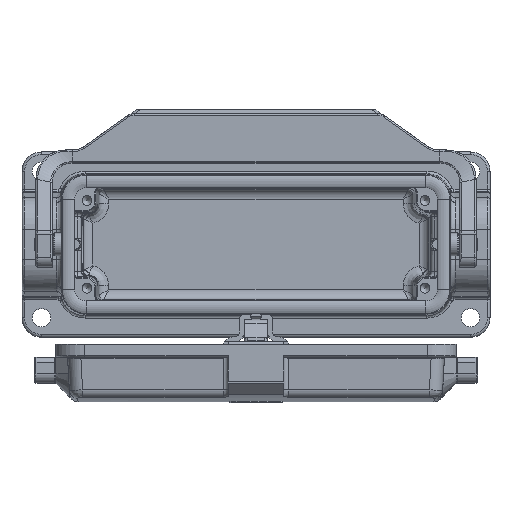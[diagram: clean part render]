
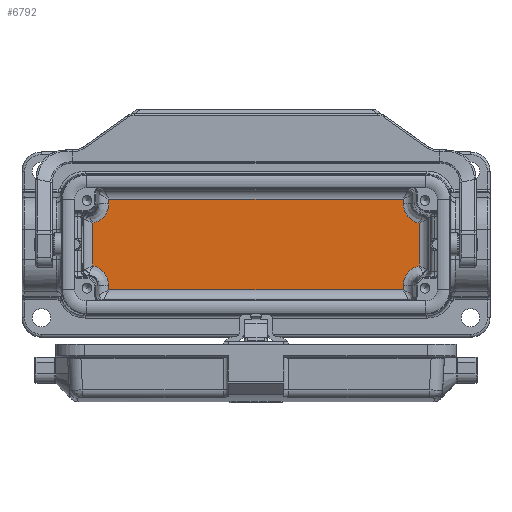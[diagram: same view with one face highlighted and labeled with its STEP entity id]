
A CAD part, top view. The second image highlights one B-rep face of the part: STEP entity #6792.
In plain terms, the highlighted planar face has unit normal (0, 0, 1).
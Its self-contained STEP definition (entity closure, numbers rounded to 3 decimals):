
#5211=FACE_OUTER_BOUND('',#8395,.T.);
#6792=ADVANCED_FACE('',(#5211),#7810,.F.);
#7810=PLANE('',#25773);
#8395=EDGE_LOOP('',(#9993,#9994,#9995,#9996,#9997,#9998,#9999,#10000,#10001,
#10002,#10003,#10004));
#9500=ELLIPSE('',#25769,6.003,6.);
#9501=ELLIPSE('',#25770,6.003,6.);
#9502=ELLIPSE('',#25771,6.003,6.);
#9503=ELLIPSE('',#25772,6.003,6.);
#9993=ORIENTED_EDGE('',*,*,#16711,.T.);
#9994=ORIENTED_EDGE('',*,*,#16712,.T.);
#9995=ORIENTED_EDGE('',*,*,#16713,.T.);
#9996=ORIENTED_EDGE('',*,*,#16714,.T.);
#9997=ORIENTED_EDGE('',*,*,#16715,.T.);
#9998=ORIENTED_EDGE('',*,*,#16716,.T.);
#9999=ORIENTED_EDGE('',*,*,#16717,.T.);
#10000=ORIENTED_EDGE('',*,*,#16718,.T.);
#10001=ORIENTED_EDGE('',*,*,#16719,.T.);
#10002=ORIENTED_EDGE('',*,*,#16720,.T.);
#10003=ORIENTED_EDGE('',*,*,#16721,.T.);
#10004=ORIENTED_EDGE('',*,*,#16722,.T.);
#15057=VERTEX_POINT('',#34390);
#15058=VERTEX_POINT('',#34391);
#15059=VERTEX_POINT('',#34393);
#15060=VERTEX_POINT('',#34395);
#15061=VERTEX_POINT('',#34397);
#15062=VERTEX_POINT('',#34399);
#15063=VERTEX_POINT('',#34401);
#15064=VERTEX_POINT('',#34403);
#15065=VERTEX_POINT('',#34405);
#15066=VERTEX_POINT('',#34407);
#15067=VERTEX_POINT('',#34409);
#15068=VERTEX_POINT('',#34411);
#16711=EDGE_CURVE('',#15057,#15058,#21456,.T.);
#16712=EDGE_CURVE('',#15058,#15059,#21457,.T.);
#16713=EDGE_CURVE('',#15059,#15060,#21458,.T.);
#16714=EDGE_CURVE('',#15060,#15061,#9500,.T.);
#16715=EDGE_CURVE('',#15061,#15062,#21459,.T.);
#16716=EDGE_CURVE('',#15062,#15063,#9501,.T.);
#16717=EDGE_CURVE('',#15063,#15064,#21460,.T.);
#16718=EDGE_CURVE('',#15064,#15065,#21461,.T.);
#16719=EDGE_CURVE('',#15065,#15066,#21462,.T.);
#16720=EDGE_CURVE('',#15066,#15067,#9502,.T.);
#16721=EDGE_CURVE('',#15067,#15068,#21463,.T.);
#16722=EDGE_CURVE('',#15068,#15057,#9503,.T.);
#21456=LINE('',#34389,#22786);
#21457=LINE('',#34392,#22787);
#21458=LINE('',#34394,#22788);
#21459=LINE('',#34398,#22789);
#21460=LINE('',#34402,#22790);
#21461=LINE('',#34404,#22791);
#21462=LINE('',#34406,#22792);
#21463=LINE('',#34410,#22793);
#22786=VECTOR('',#27855,1.);
#22787=VECTOR('',#27856,1.);
#22788=VECTOR('',#27857,1.);
#22789=VECTOR('',#27860,1.);
#22790=VECTOR('',#27863,1.);
#22791=VECTOR('',#27864,1.);
#22792=VECTOR('',#27865,1.);
#22793=VECTOR('',#27868,1.);
#25769=AXIS2_PLACEMENT_3D('',#34396,#27858,#27859);
#25770=AXIS2_PLACEMENT_3D('',#34400,#27861,#27862);
#25771=AXIS2_PLACEMENT_3D('',#34408,#27866,#27867);
#25772=AXIS2_PLACEMENT_3D('',#34412,#27869,#27870);
#25773=AXIS2_PLACEMENT_3D('',#34413,#27871,#27872);
#27855=DIRECTION('',(0.,-1.,0.));
#27856=DIRECTION('',(1.,0.,0.));
#27857=DIRECTION('',(0.,1.,0.));
#27858=DIRECTION('',(0.,0.,-1.));
#27859=DIRECTION('',(-0.832,0.555,0.));
#27860=DIRECTION('',(0.,1.,0.));
#27861=DIRECTION('',(0.,0.,-1.));
#27862=DIRECTION('',(0.832,0.555,0.));
#27863=DIRECTION('',(0.,1.,0.));
#27864=DIRECTION('',(-1.,0.,0.));
#27865=DIRECTION('',(0.,-1.,0.));
#27866=DIRECTION('',(0.,0.,-1.));
#27867=DIRECTION('',(0.832,-0.555,0.));
#27868=DIRECTION('',(0.,-1.,0.));
#27869=DIRECTION('',(0.,0.,-1.));
#27870=DIRECTION('',(-0.832,-0.555,0.));
#27871=DIRECTION('',(0.,0.,-1.));
#27872=DIRECTION('',(-1.,0.,0.));
#34389=CARTESIAN_POINT('',(-45.323,17.75,-40.25));
#34390=CARTESIAN_POINT('',(-45.323,-12.498,-40.25));
#34391=CARTESIAN_POINT('',(-45.323,-13.966,-40.25));
#34392=CARTESIAN_POINT('',(46.746,-13.966,-40.25));
#34393=CARTESIAN_POINT('',(45.323,-13.966,-40.25));
#34394=CARTESIAN_POINT('',(45.323,17.75,-40.25));
#34395=CARTESIAN_POINT('',(45.323,-12.498,-40.25));
#34396=CARTESIAN_POINT('',(51.326,-12.5,-40.25));
#34397=CARTESIAN_POINT('',(50.177,-6.61,-40.25));
#34398=CARTESIAN_POINT('',(50.177,17.75,-40.25));
#34399=CARTESIAN_POINT('',(50.177,6.61,-40.25));
#34400=CARTESIAN_POINT('',(51.326,12.5,-40.25));
#34401=CARTESIAN_POINT('',(45.323,12.498,-40.25));
#34402=CARTESIAN_POINT('',(45.323,17.75,-40.25));
#34403=CARTESIAN_POINT('',(45.323,13.966,-40.25));
#34404=CARTESIAN_POINT('',(-46.746,13.966,-40.25));
#34405=CARTESIAN_POINT('',(-45.323,13.966,-40.25));
#34406=CARTESIAN_POINT('',(-45.323,17.75,-40.25));
#34407=CARTESIAN_POINT('',(-45.323,12.498,-40.25));
#34408=CARTESIAN_POINT('',(-51.326,12.5,-40.25));
#34409=CARTESIAN_POINT('',(-50.177,6.61,-40.25));
#34410=CARTESIAN_POINT('',(-50.177,17.75,-40.25));
#34411=CARTESIAN_POINT('',(-50.177,-6.61,-40.25));
#34412=CARTESIAN_POINT('',(-51.326,-12.5,-40.25));
#34413=CARTESIAN_POINT('',(-55.647,17.75,-40.25));
